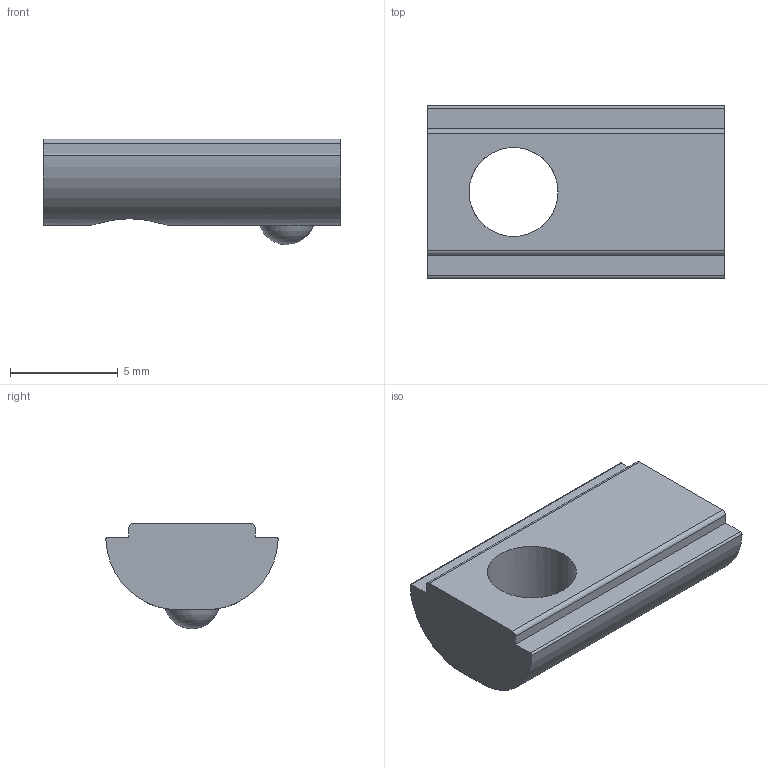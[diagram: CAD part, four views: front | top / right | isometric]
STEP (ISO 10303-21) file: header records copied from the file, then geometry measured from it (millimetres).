
FILE_DESCRIPTION(/* description */ (''),/* implementation_level */ '2;1');
FILE_NAME(/* name */ 'D SPRING T-NUT (M5.DSPR.T.NUT).stp',/* time_stamp */ '2023-03-01T15:15:25+02:00',/* author */ ('arnold.brand'),/* organization */ (''),/* preprocessor_version */ 'ST-DEVELOPER v19.2',/* originating_system */ 'Autodesk Inventor 2023',/* authorisation */ '');
FILE_SCHEMA (('AUTOMOTIVE_DESIGN { 1 0 10303 214 3 1 1 }'));
Length unit declared in the file: millimetre
Products named in the file (1): D SPRING T-NUT (M5.DSPR.T.NUT)
Bounding box: 13.8 x 8 x 4.9 mm (x, y, z)
Volume: 305.9 mm3; surface area: 366.9 mm2
Topology: 1 solids, 1 shells, 20 faces, 56 edges, 36 vertices
Faces by surface type: plane 12, cylinder 7, sphere 1
Full cylindrical faces by diameter (mm): 4.134 x1
Entity records: 715 total; most frequent: CARTESIAN_POINT 139, DIRECTION 117, ORIENTED_EDGE 110, EDGE_CURVE 55, AXIS2_PLACEMENT_3D 43, VERTEX_POINT 36, LINE 31, VECTOR 31
